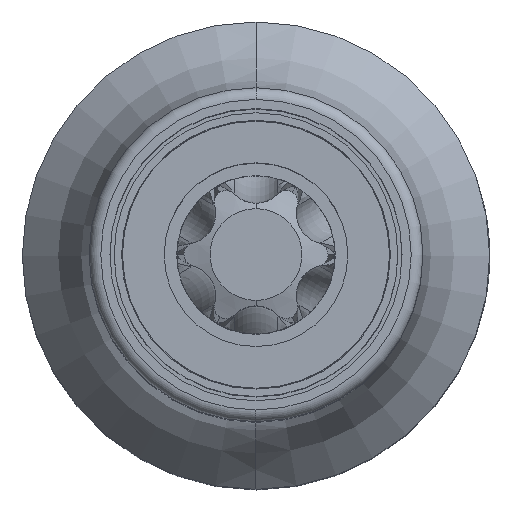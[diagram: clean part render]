
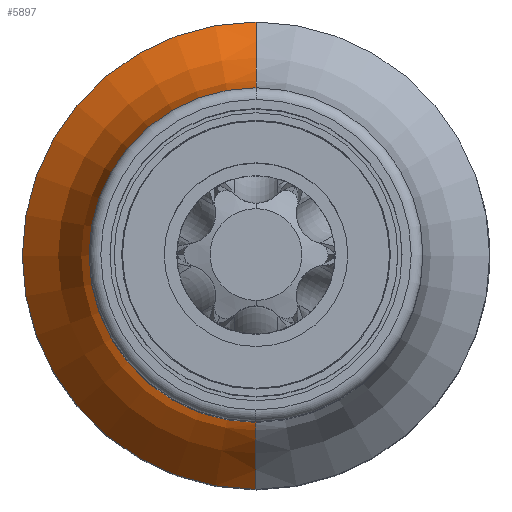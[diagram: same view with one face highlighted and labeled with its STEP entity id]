
A CAD part, top view. The second image highlights one B-rep face of the part: STEP entity #5897.
In plain terms, the highlighted toroidal (fillet/blend) face has major radius 20 mm and minor radius 10 mm.
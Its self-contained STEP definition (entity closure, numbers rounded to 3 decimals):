
#5367=CARTESIAN_POINT('',(0.,0.,20.7));
#5368=DIRECTION('',(0.,0.,1.));
#5369=DIRECTION('',(1.,0.,0.));
#5370=AXIS2_PLACEMENT_3D('',#5367,#5368,#5369);
#5375=CARTESIAN_POINT('',(20.,0.,
28.7));
#5376=DIRECTION('',(0.,1.,0.));
#5377=DIRECTION('',(-0.6,0.,-0.8));
#5378=AXIS2_PLACEMENT_3D('',#5375,#5376,#5377);
#5383=CARTESIAN_POINT('',(-20.,0.,
28.7));
#5384=DIRECTION('',(0.,-1.,0.));
#5385=DIRECTION('',(0.6,0.,-0.8));
#5386=AXIS2_PLACEMENT_3D('',#5383,#5384,#5385);
#5592=CARTESIAN_POINT('',(0.,0.,28.7));
#5593=DIRECTION('',(0.,0.,1.));
#5594=DIRECTION('',(1.,0.,0.));
#5595=AXIS2_PLACEMENT_3D('',#5592,#5593,#5594);
#5607=CARTESIAN_POINT('',(-14.,0.,20.7));
#5608=CARTESIAN_POINT('',(14.,0.,20.7));
#5609=VERTEX_POINT('',#5607);
#5610=VERTEX_POINT('',#5608);
#5611=CARTESIAN_POINT('',(-10.,0.,28.7));
#5612=CARTESIAN_POINT('',(10.,0.,28.7));
#5613=VERTEX_POINT('',#5611);
#5614=VERTEX_POINT('',#5612);
#5883=CARTESIAN_POINT('',(0.,0.,28.7));
#5884=DIRECTION('',(0.,0.,1.));
#5885=DIRECTION('',(1.,0.,0.));
#5886=AXIS2_PLACEMENT_3D('',#5883,#5884,#5885);
#5887=TOROIDAL_SURFACE('',#5886,20.,10.);
#5888=ORIENTED_EDGE('',*,*,#5877,.F.);
#5890=ORIENTED_EDGE('',*,*,#5889,.T.);
#5892=ORIENTED_EDGE('',*,*,#5891,.T.);
#5894=ORIENTED_EDGE('',*,*,#5893,.F.);
#5895=EDGE_LOOP('',(#5888,#5890,#5892,#5894));
#5896=FACE_OUTER_BOUND('',#5895,.F.);
#5897=ADVANCED_FACE('',(#5896),#5887,.F.);
#5371=CIRCLE('',#5370,14.);
#5379=CIRCLE('',#5378,10.);
#5387=CIRCLE('',#5386,10.);
#5596=CIRCLE('',#5595,10.);
#5877=EDGE_CURVE('',#5610,#5609,#5371,.T.);
#5889=EDGE_CURVE('',#5610,#5614,#5379,.T.);
#5891=EDGE_CURVE('',#5614,#5613,#5596,.T.);
#5893=EDGE_CURVE('',#5609,#5613,#5387,.T.);
